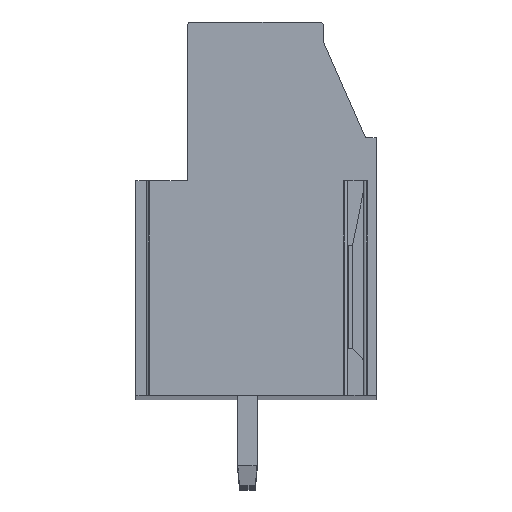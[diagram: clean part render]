
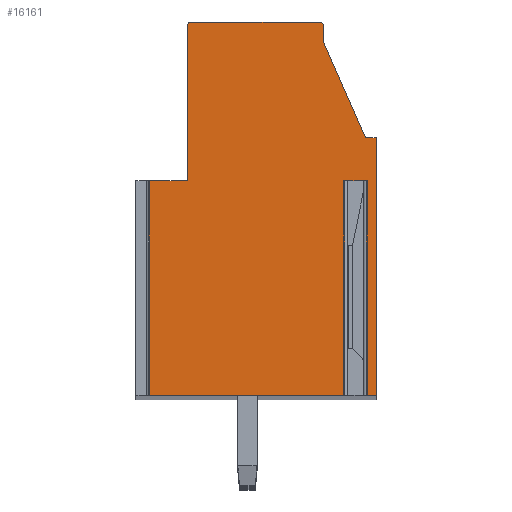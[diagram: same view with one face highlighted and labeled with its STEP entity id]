
A CAD part, top view. The second image highlights one B-rep face of the part: STEP entity #16161.
In plain terms, the highlighted planar face has unit normal (0, 0, 1).
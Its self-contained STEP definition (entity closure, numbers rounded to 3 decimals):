
#171=DIRECTION('',(-1.,0.,0.));
#172=VECTOR('',#171,1.806);
#173=CARTESIAN_POINT('',(-3.2,1.3,2.5));
#174=LINE('',#173,#172);
#2465=DIRECTION('',(1.,0.,0.));
#2466=VECTOR('',#2465,0.989);
#2467=CARTESIAN_POINT('',(4.142,1.3,2.5));
#2468=LINE('',#2467,#2466);
#2469=DIRECTION('',(0.,-1.,0.));
#2470=VECTOR('',#2469,10.);
#2471=CARTESIAN_POINT('',(4.142,1.3,2.5));
#2472=LINE('',#2471,#2470);
#2473=DIRECTION('',(1.,0.,0.));
#2474=VECTOR('',#2473,9.148);
#2475=CARTESIAN_POINT('',(-5.006,-8.7,2.5));
#2476=LINE('',#2475,#2474);
#2477=DIRECTION('',(0.,-1.,0.));
#2478=VECTOR('',#2477,10.);
#2479=CARTESIAN_POINT('',(-5.006,1.3,2.5));
#2480=LINE('',#2479,#2478);
#2481=DIRECTION('',(0.,-1.,0.));
#2482=VECTOR('',#2481,7.2);
#2483=CARTESIAN_POINT('',(-3.2,8.5,2.5));
#2484=LINE('',#2483,#2482);
#2485=CARTESIAN_POINT('',(-3.,8.5,2.5));
#2486=DIRECTION('',(0.,0.,1.));
#2487=DIRECTION('',(0.,1.,0.));
#2488=AXIS2_PLACEMENT_3D('',#2485,#2486,#2487);
#2490=DIRECTION('',(-1.,0.,0.));
#2491=VECTOR('',#2490,5.95);
#2492=CARTESIAN_POINT('',(2.95,8.7,2.5));
#2493=LINE('',#2492,#2491);
#2494=CARTESIAN_POINT('',(2.95,8.5,2.5));
#2495=DIRECTION('',(0.,0.,1.));
#2496=DIRECTION('',(1.,0.,0.));
#2497=AXIS2_PLACEMENT_3D('',#2494,#2495,#2496);
#2499=DIRECTION('',(0.,1.,0.));
#2500=VECTOR('',#2499,0.75);
#2501=CARTESIAN_POINT('',(3.15,7.75,2.5));
#2502=LINE('',#2501,#2500);
#2503=DIRECTION('',(-0.401,0.916,0.));
#2504=VECTOR('',#2503,4.859);
#2505=CARTESIAN_POINT('',(5.1,3.3,2.5));
#2506=LINE('',#2505,#2504);
#2507=DIRECTION('',(-1.,0.,0.));
#2508=VECTOR('',#2507,0.5);
#2509=CARTESIAN_POINT('',(5.6,3.3,2.5));
#2510=LINE('',#2509,#2508);
#2511=DIRECTION('',(0.,1.,0.));
#2512=VECTOR('',#2511,12.);
#2513=CARTESIAN_POINT('',(5.6,-8.7,2.5));
#2514=LINE('',#2513,#2512);
#2515=DIRECTION('',(1.,0.,0.));
#2516=VECTOR('',#2515,0.469);
#2517=CARTESIAN_POINT('',(5.131,-8.7,2.5));
#2518=LINE('',#2517,#2516);
#2519=DIRECTION('',(0.,-1.,0.));
#2520=VECTOR('',#2519,10.);
#2521=CARTESIAN_POINT('',(5.131,1.3,2.5));
#2522=LINE('',#2521,#2520);
#10229=CARTESIAN_POINT('',(5.1,3.3,2.5));
#10230=CARTESIAN_POINT('',(3.15,7.75,2.5));
#10231=VERTEX_POINT('',#10229);
#10232=VERTEX_POINT('',#10230);
#10233=CARTESIAN_POINT('',(3.15,8.5,2.5));
#10234=VERTEX_POINT('',#10233);
#10235=CARTESIAN_POINT('',(2.95,8.7,2.5));
#10236=VERTEX_POINT('',#10235);
#10237=CARTESIAN_POINT('',(-3.,8.7,2.5));
#10238=VERTEX_POINT('',#10237);
#10239=CARTESIAN_POINT('',(-3.2,8.5,2.5));
#10240=VERTEX_POINT('',#10239);
#10241=CARTESIAN_POINT('',(-3.2,1.3,2.5));
#10242=VERTEX_POINT('',#10241);
#10243=CARTESIAN_POINT('',(5.6,-8.7,2.5));
#10244=CARTESIAN_POINT('',(5.6,3.3,2.5));
#10245=VERTEX_POINT('',#10243);
#10246=VERTEX_POINT('',#10244);
#10259=CARTESIAN_POINT('',(4.142,1.3,2.5));
#10260=CARTESIAN_POINT('',(5.131,1.3,2.5));
#10261=VERTEX_POINT('',#10259);
#10262=VERTEX_POINT('',#10260);
#10263=CARTESIAN_POINT('',(-5.006,1.3,2.5));
#10264=CARTESIAN_POINT('',(-5.006,-8.7,2.5));
#10265=VERTEX_POINT('',#10263);
#10266=VERTEX_POINT('',#10264);
#10267=CARTESIAN_POINT('',(5.131,-8.7,2.5));
#10268=VERTEX_POINT('',#10267);
#10269=CARTESIAN_POINT('',(4.142,-8.7,2.5));
#10270=VERTEX_POINT('',#10269);
#16136=CARTESIAN_POINT('',(0.,0.,2.5));
#16137=DIRECTION('',(0.,0.,1.));
#16138=DIRECTION('',(1.,0.,0.));
#16139=AXIS2_PLACEMENT_3D('',#16136,#16137,#16138);
#16140=PLANE('',#16139);
#16142=ORIENTED_EDGE('',*,*,#16141,.F.);
#16144=ORIENTED_EDGE('',*,*,#16143,.T.);
#16145=ORIENTED_EDGE('',*,*,#15700,.F.);
#16146=ORIENTED_EDGE('',*,*,#16128,.F.);
#16147=ORIENTED_EDGE('',*,*,#13307,.F.);
#16148=ORIENTED_EDGE('',*,*,#13614,.F.);
#16149=ORIENTED_EDGE('',*,*,#15194,.F.);
#16150=ORIENTED_EDGE('',*,*,#15208,.F.);
#16151=ORIENTED_EDGE('',*,*,#15366,.F.);
#16152=ORIENTED_EDGE('',*,*,#15380,.F.);
#16153=ORIENTED_EDGE('',*,*,#15394,.F.);
#16154=ORIENTED_EDGE('',*,*,#15408,.F.);
#16155=ORIENTED_EDGE('',*,*,#15422,.F.);
#16156=ORIENTED_EDGE('',*,*,#15716,.F.);
#16158=ORIENTED_EDGE('',*,*,#16157,.F.);
#16159=EDGE_LOOP('',(#16142,#16144,#16145,#16146,#16147,#16148,#16149,#16150,
#16151,#16152,#16153,#16154,#16155,#16156,#16158));
#16160=FACE_OUTER_BOUND('',#16159,.F.);
#2489=CIRCLE('',#2488,0.2);
#2498=CIRCLE('',#2497,0.2);
#13307=EDGE_CURVE('',#10242,#10265,#174,.T.);
#13614=EDGE_CURVE('',#10240,#10242,#2484,.T.);
#15194=EDGE_CURVE('',#10238,#10240,#2489,.T.);
#15208=EDGE_CURVE('',#10236,#10238,#2493,.T.);
#15366=EDGE_CURVE('',#10234,#10236,#2498,.T.);
#15380=EDGE_CURVE('',#10232,#10234,#2502,.T.);
#15394=EDGE_CURVE('',#10231,#10232,#2506,.T.);
#15408=EDGE_CURVE('',#10246,#10231,#2510,.T.);
#15422=EDGE_CURVE('',#10245,#10246,#2514,.T.);
#15700=EDGE_CURVE('',#10266,#10270,#2476,.T.);
#15716=EDGE_CURVE('',#10268,#10245,#2518,.T.);
#16128=EDGE_CURVE('',#10265,#10266,#2480,.T.);
#16141=EDGE_CURVE('',#10261,#10262,#2468,.T.);
#16143=EDGE_CURVE('',#10261,#10270,#2472,.T.);
#16157=EDGE_CURVE('',#10262,#10268,#2522,.T.);
#16161=ADVANCED_FACE('',(#16160),#16140,.T.);
